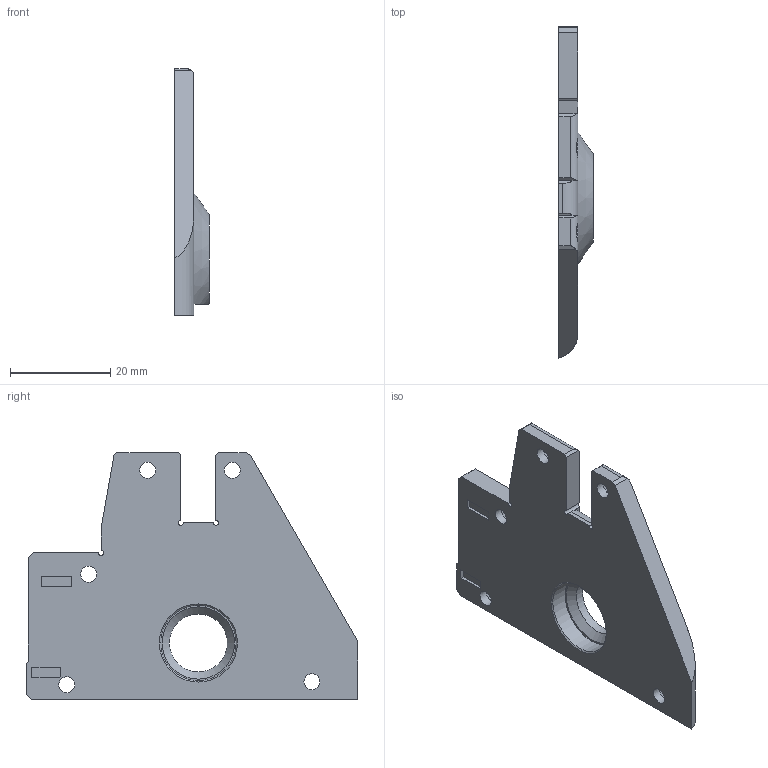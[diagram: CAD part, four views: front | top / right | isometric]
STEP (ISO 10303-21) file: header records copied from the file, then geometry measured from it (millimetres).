
FILE_DESCRIPTION(/* description */ (''),/* implementation_level */ '2;1');
FILE_NAME(/* name */ 'DiffCaseHeadSide.step',/* time_stamp */ '2024-04-04T11:10:01+02:00',/* author */ (''),/* organization */ (''),/* preprocessor_version */ 'ST-DEVELOPER v20',/* originating_system */ 'Autodesk Translation Framework v12.20.1.177',/* authorisation */ '');
FILE_SCHEMA (('AUTOMOTIVE_DESIGN { 1 0 10303 214 3 1 1 }'));
Length unit declared in the file: millimetre
Products named in the file (1): DiffCaseHeadSide
Bounding box: 6.91 x 66.27 x 49.25 mm (x, y, z)
Volume: 9048.1 mm3; surface area: 5962.2 mm2
Topology: 1 solids, 1 shells, 59 faces, 161 edges, 105 vertices
Faces by surface type: plane 37, cylinder 14, cone 8
Full cylindrical faces by diameter (mm): 3.2 x5, 11.6 x1, 15.1 x1
Entity records: 1968 total; most frequent: CARTESIAN_POINT 384, ORIENTED_EDGE 322, DIRECTION 318, EDGE_CURVE 161, LINE 110, VECTOR 110, VERTEX_POINT 105, AXIS2_PLACEMENT_3D 104
